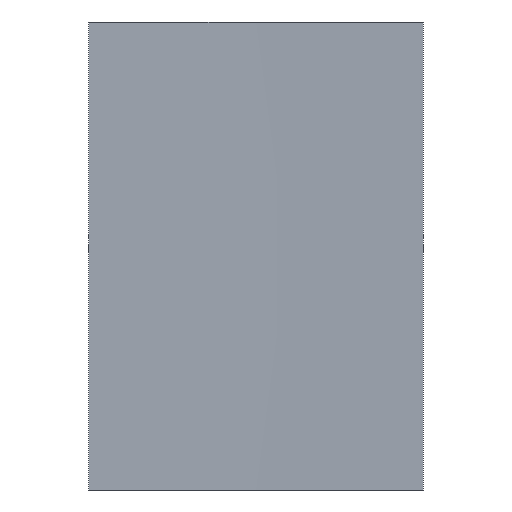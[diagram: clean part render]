
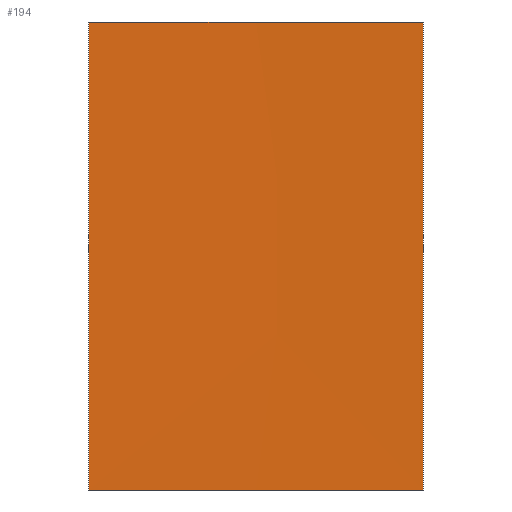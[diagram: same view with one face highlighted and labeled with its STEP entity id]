
A CAD part, front view. The second image highlights one B-rep face of the part: STEP entity #194.
In plain terms, the highlighted face is a extrusion surface.
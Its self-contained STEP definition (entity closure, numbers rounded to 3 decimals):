
#40=CARTESIAN_POINT('Vertex',(107.839,8.784,331.)) ;
#56=CARTESIAN_POINT('Vertex',(107.839,8.784,0.)) ;
#59=CARTESIAN_POINT('Line Origine',(107.839,8.784,165.5)) ;
#122=CARTESIAN_POINT('Vertex',(344.156,4.27,331.)) ;
#125=CARTESIAN_POINT('Line Origine',(344.156,4.27,165.5)) ;
#129=CARTESIAN_POINT('Vertex',(344.156,4.27,0.)) ;
#145=CARTESIAN_POINT('Control Point',(344.156,4.27,0.)) ;
#146=CARTESIAN_POINT('Control Point',(323.593,4.935,0.)) ;
#147=CARTESIAN_POINT('Control Point',(303.09,5.582,0.)) ;
#148=CARTESIAN_POINT('Control Point',(282.532,6.208,0.)) ;
#149=CARTESIAN_POINT('Control Point',(237.314,7.508,0.)) ;
#150=CARTESIAN_POINT('Control Point',(192.087,8.517,0.)) ;
#151=CARTESIAN_POINT('Control Point',(168.475,8.911,0.)) ;
#152=CARTESIAN_POINT('Control Point',(141.695,9.175,0.)) ;
#153=CARTESIAN_POINT('Control Point',(114.921,8.889,0.)) ;
#154=CARTESIAN_POINT('Control Point',(112.557,8.859,0.)) ;
#155=CARTESIAN_POINT('Control Point',(110.197,8.824,0.)) ;
#156=CARTESIAN_POINT('Control Point',(107.839,8.784,0.)) ;
#161=CARTESIAN_POINT('Control Point',(344.156,4.27,331.)) ;
#162=CARTESIAN_POINT('Control Point',(323.593,4.935,331.)) ;
#163=CARTESIAN_POINT('Control Point',(303.09,5.582,331.)) ;
#164=CARTESIAN_POINT('Control Point',(282.532,6.208,331.)) ;
#165=CARTESIAN_POINT('Control Point',(237.314,7.508,331.)) ;
#166=CARTESIAN_POINT('Control Point',(192.087,8.517,331.)) ;
#167=CARTESIAN_POINT('Control Point',(168.475,8.911,331.)) ;
#168=CARTESIAN_POINT('Control Point',(141.695,9.175,331.)) ;
#169=CARTESIAN_POINT('Control Point',(114.921,8.889,331.)) ;
#170=CARTESIAN_POINT('Control Point',(112.557,8.859,331.)) ;
#171=CARTESIAN_POINT('Control Point',(110.197,8.824,331.)) ;
#172=CARTESIAN_POINT('Control Point',(107.839,8.784,331.)) ;
#175=CARTESIAN_POINT('Control Point',(344.156,4.27,0.)) ;
#176=CARTESIAN_POINT('Control Point',(323.593,4.935,0.)) ;
#177=CARTESIAN_POINT('Control Point',(303.09,5.582,0.)) ;
#178=CARTESIAN_POINT('Control Point',(282.532,6.208,0.)) ;
#179=CARTESIAN_POINT('Control Point',(237.314,7.508,0.)) ;
#180=CARTESIAN_POINT('Control Point',(192.087,8.517,0.)) ;
#181=CARTESIAN_POINT('Control Point',(168.475,8.911,0.)) ;
#182=CARTESIAN_POINT('Control Point',(141.695,9.175,0.)) ;
#183=CARTESIAN_POINT('Control Point',(114.921,8.889,0.)) ;
#184=CARTESIAN_POINT('Control Point',(112.557,8.859,0.)) ;
#185=CARTESIAN_POINT('Control Point',(110.197,8.824,0.)) ;
#186=CARTESIAN_POINT('Control Point',(107.839,8.784,0.)) ;
#61=VECTOR('Line Direction',#60,1.) ;
#127=VECTOR('Line Direction',#126,1.) ;
#158=VECTOR('Extrusion Surface Vector',#157,1.) ;
#60=DIRECTION('Vector Direction',(0.,0.,1.)) ;
#126=DIRECTION('Vector Direction',(0.,0.,1.)) ;
#157=DIRECTION('Vector Direction',(0.,0.,1.)) ;
#62=LINE('Line',#59,#61) ;
#128=LINE('Line',#125,#127) ;
#63=EDGE_CURVE('',#57,#41,#62,.T.) ;
#131=EDGE_CURVE('',#130,#123,#128,.T.) ;
#173=EDGE_CURVE('',#123,#41,#160,.T.) ;
#187=EDGE_CURVE('',#130,#57,#174,.T.) ;
#189=ORIENTED_EDGE('',*,*,#173,.T.) ;
#190=ORIENTED_EDGE('',*,*,#63,.F.) ;
#191=ORIENTED_EDGE('',*,*,#187,.F.) ;
#192=ORIENTED_EDGE('',*,*,#131,.T.) ;
#188=EDGE_LOOP('',(#189,#190,#191,#192)) ;
#41=VERTEX_POINT('',#40) ;
#57=VERTEX_POINT('',#56) ;
#123=VERTEX_POINT('',#122) ;
#130=VERTEX_POINT('',#129) ;
#194=ADVANCED_FACE('PartBody',(#193),#159,.F.) ;
#144=B_SPLINE_CURVE_WITH_KNOTS('',5,(#145,#146,#147,#148,#149,#150,#151,#152,#153,#154,#155,#156),.UNSPECIFIED.,.F.,.U.,(6,3,3,6),(0.,103.42,224.638,236.384),.UNSPECIFIED.) ;
#160=B_SPLINE_CURVE_WITH_KNOTS('',5,(#161,#162,#163,#164,#165,#166,#167,#168,#169,#170,#171,#172),.UNSPECIFIED.,.F.,.U.,(6,3,3,6),(500032.304,500136.436,500258.49,500270.317),.UNSPECIFIED.) ;
#174=B_SPLINE_CURVE_WITH_KNOTS('',5,(#175,#176,#177,#178,#179,#180,#181,#182,#183,#184,#185,#186),.UNSPECIFIED.,.F.,.U.,(6,3,3,6),(500032.304,500136.436,500258.49,500270.317),.UNSPECIFIED.) ;
#193=FACE_OUTER_BOUND('',#188,.T.) ;
#159=SURFACE_OF_LINEAR_EXTRUSION('generated tabulated cylinder',#144,#158) ;
